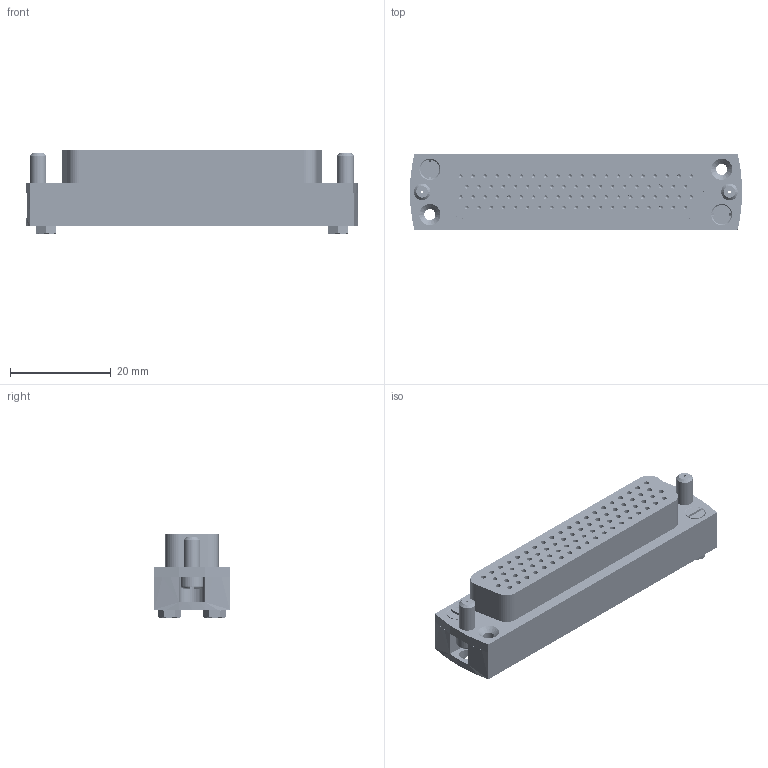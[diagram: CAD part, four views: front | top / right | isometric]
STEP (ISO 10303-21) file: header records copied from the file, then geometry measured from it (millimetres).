
FILE_DESCRIPTION (( 'STEP AP214' ), '1' );
FILE_NAME ('211-FS78H-PK.STEP', '2014-11-26T15:10:19', ( '' ), ( '' ), 'SwSTEP 2.0', 'SolidWorks 2014', '' );
FILE_SCHEMA (( 'AUTOMOTIVE_DESIGN' ));
Length unit declared in the file: millimetre
Products named in the file (7): Hexagon Nut ISO 4032 - M2 - D - N_Hexagon Nut ISO 4032 - M2 - D - N; ISO 2009 - M2 x 14 --- 14C_ISO 2009 - M2 x 10 --- 10C; 360-CRF-07; 903-SCREW-4-40-5_16-B; 9211-FSXH-PK-BP_9211-FS78H-PK-BP; 9211-FSXH-PK-FP_9211-FS78H-PK-FP; 211-FS78H-PK
Assembly tree (86 placements, depth 2):
  211-FS78H-PK
    9211-FSXH-PK-FP_9211-FS78H-PK-FP
    9211-FSXH-PK-BP_9211-FS78H-PK-BP
    903-SCREW-4-40-5_16-B  x2
    360-CRF-07  x78
    ISO 2009 - M2 x 14 --- 14C_ISO 2009 - M2 x 10 --- 10C  x2
    Hexagon Nut ISO 4032 - M2 - D - N_Hexagon Nut ISO 4032 - M2 - D - N  x2
Bounding box: 65.99 x 15 x 16.6 mm (x, y, z)
Volume: 10778.2 mm3; surface area: 17895.7 mm2
Topology: 86 solids, 86 shells, 3927 faces, 10104 edges, 6196 vertices
Faces by surface type: cylinder 1782, plane 1153, cone 672, bspline 312, torus 8
Entity records: 35550 total; most frequent: DIRECTION 6784, CARTESIAN_POINT 6094, ORIENTED_EDGE 5464, AXIS2_PLACEMENT_3D 2842, EDGE_CURVE 2732, VERTEX_POINT 1652, EDGE_LOOP 1596, CIRCLE 1584
